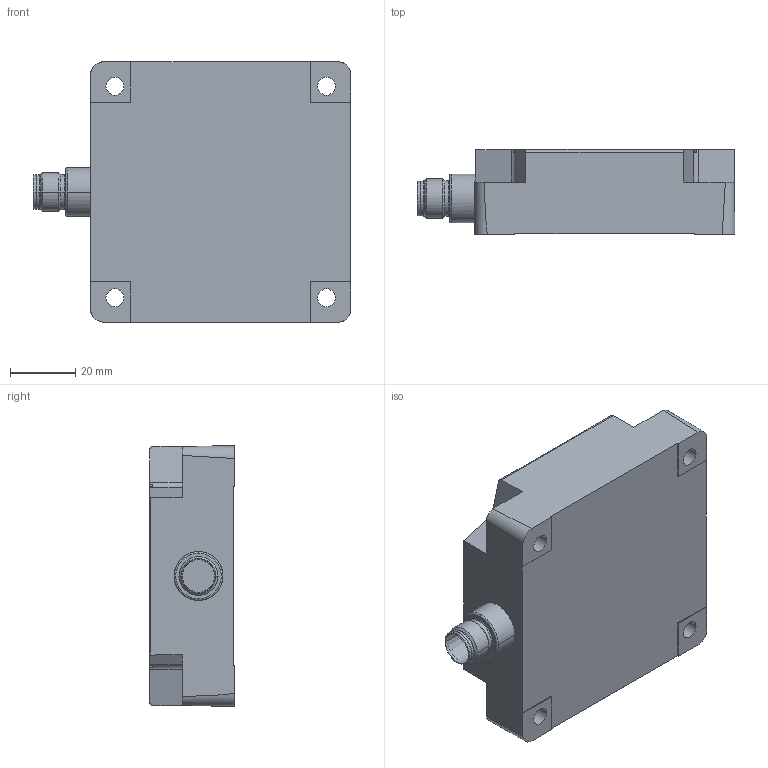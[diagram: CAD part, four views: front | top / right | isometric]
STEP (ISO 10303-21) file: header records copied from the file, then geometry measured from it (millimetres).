
FILE_DESCRIPTION(('STEP AP242'),'1');
FILE_NAME('sensor_xs7d1a1cam12.stp','2020-07-22T13:42:32',('TraceParts'),('TraceParts S.A.'),'Spatial InterOp 3D',' ',' ');
FILE_SCHEMA(('AP242_MANAGED_MODEL_BASED_3D_ENGINEERING_MIM_LF {1 0 10303 442 1 1 4}'));
Length unit declared in the file: millimetre
Products named in the file (1): sensor_xs7d1a1cam12
Bounding box: 97.65 x 26 x 80 mm (x, y, z)
Volume: 156061.5 mm3; surface area: 22734.9 mm2
Topology: 1 solids, 1 shells, 130 faces, 360 edges, 237 vertices
Faces by surface type: plane 66, cylinder 48, cone 10, torus 6
Entity records: 4313 total; most frequent: CARTESIAN_POINT 848, DIRECTION 748, ORIENTED_EDGE 720, EDGE_CURVE 360, AXIS2_PLACEMENT_3D 265, VERTEX_POINT 237, LINE 218, VECTOR 218
